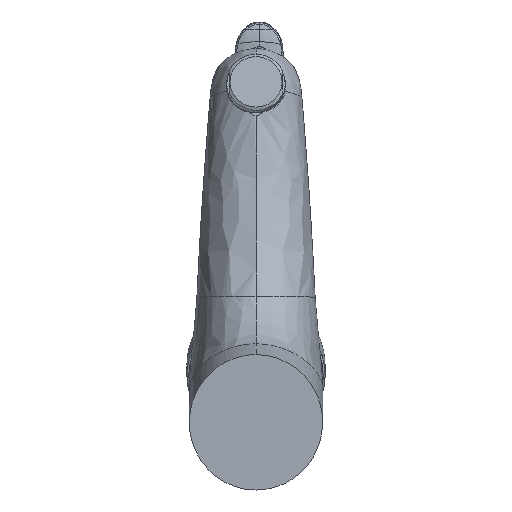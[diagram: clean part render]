
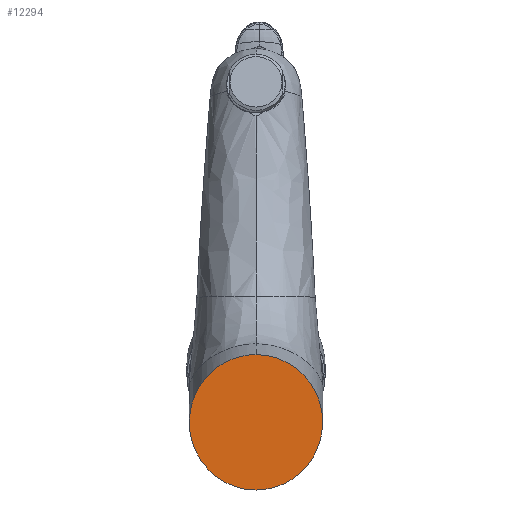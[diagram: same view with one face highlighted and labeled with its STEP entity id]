
A CAD part, front view. The second image highlights one B-rep face of the part: STEP entity #12294.
In plain terms, the highlighted planar face has unit normal (0, -1, 0).
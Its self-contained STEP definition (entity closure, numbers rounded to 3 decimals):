
#424 =( BOUNDED_CURVE ( )  B_SPLINE_CURVE ( 3, ( #11483, #10599, #16835, #4409 ),
 .UNSPECIFIED., .F., .T. ) 
 B_SPLINE_CURVE_WITH_KNOTS ( ( 4, 4 ),
 ( 0., 3.142 ),
 .UNSPECIFIED. ) 
 CURVE ( )  GEOMETRIC_REPRESENTATION_ITEM ( )  RATIONAL_B_SPLINE_CURVE ( ( 1., 0.333, 0.333, 1. ) ) 
 REPRESENTATION_ITEM ( '' )  );
#1208 =( BOUNDED_CURVE ( )  B_SPLINE_CURVE ( 3, ( #18542, #4039, #14309, #6158 ),
 .UNSPECIFIED., .F., .T. ) 
 B_SPLINE_CURVE_WITH_KNOTS ( ( 4, 4 ),
 ( 3.142, 6.283 ),
 .UNSPECIFIED. ) 
 CURVE ( )  GEOMETRIC_REPRESENTATION_ITEM ( )  RATIONAL_B_SPLINE_CURVE ( ( 1., 0.333, 0.333, 1. ) ) 
 REPRESENTATION_ITEM ( '' )  );
#2669 = EDGE_LOOP ( 'NONE', ( #21238, #16097 ) ) ;
#3920 = CARTESIAN_POINT ( 'NONE',  ( 8.758, 0., 0. ) ) ;
#4008 = DIRECTION ( 'NONE',  ( -1., 0., 0. ) ) ;
#4039 = CARTESIAN_POINT ( 'NONE',  ( -55., 0., -27.924 ) ) ;
#4409 = CARTESIAN_POINT ( 'NONE',  ( 0., 0., -27.924 ) ) ;
#6158 = CARTESIAN_POINT ( 'NONE',  ( 0., 0., 27.924 ) ) ;
#7498 = AXIS2_PLACEMENT_3D ( 'NONE', #3920, #16446, #4008 ) ;
#9289 = CARTESIAN_POINT ( 'NONE',  ( 0., 0., 27.924 ) ) ;
#10599 = CARTESIAN_POINT ( 'NONE',  ( 55., 0., 27.924 ) ) ;
#10788 = FACE_OUTER_BOUND ( 'NONE', #2669, .T. ) ;
#11483 = CARTESIAN_POINT ( 'NONE',  ( 0., 0., 27.924 ) ) ;
#12294 = ADVANCED_FACE ( 'NONE', ( #10788 ), #14374, .T. ) ;
#13615 = CARTESIAN_POINT ( 'NONE',  ( 0., 0., -27.924 ) ) ;
#14309 = CARTESIAN_POINT ( 'NONE',  ( -55., 0., 27.924 ) ) ;
#14374 = PLANE ( 'NONE',  #7498 ) ;
#15085 = EDGE_CURVE ( 'NONE', #16772, #18331, #1208, .T. ) ;
#16097 = ORIENTED_EDGE ( 'NONE', *, *, #15085, .F. ) ;
#16446 = DIRECTION ( 'NONE',  ( 0., -1., 0. ) ) ;
#16772 = VERTEX_POINT ( 'NONE', #13615 ) ;
#16835 = CARTESIAN_POINT ( 'NONE',  ( 55., 0., -27.924 ) ) ;
#18331 = VERTEX_POINT ( 'NONE', #9289 ) ;
#18542 = CARTESIAN_POINT ( 'NONE',  ( 0., 0., -27.924 ) ) ;
#18822 = EDGE_CURVE ( 'NONE', #18331, #16772, #424, .T. ) ;
#21238 = ORIENTED_EDGE ( 'NONE', *, *, #18822, .F. ) ;
